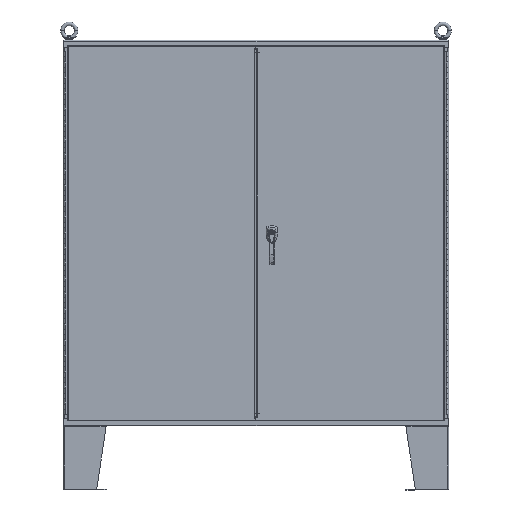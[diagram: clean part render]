
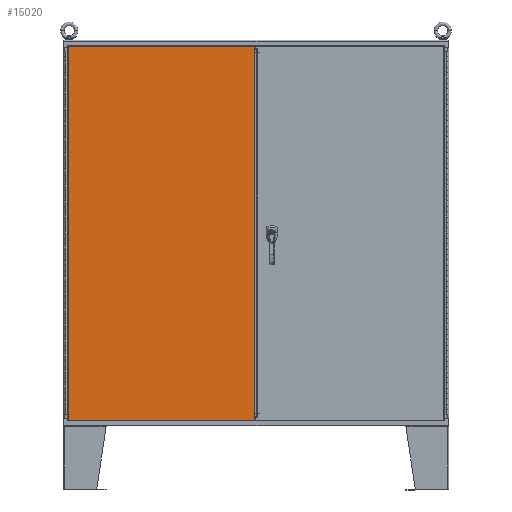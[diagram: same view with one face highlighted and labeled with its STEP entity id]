
A CAD part, front view. The second image highlights one B-rep face of the part: STEP entity #15020.
In plain terms, the highlighted planar face has unit normal (0, -1, 0).
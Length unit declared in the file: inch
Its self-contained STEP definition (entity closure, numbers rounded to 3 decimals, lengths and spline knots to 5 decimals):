
#293 = EDGE_CURVE ( 'NONE', #32605, #65208, #73116, .T. ) ;
#1425 = ORIENTED_EDGE ( 'NONE', *, *, #81481, .F. ) ;
#1616 = CARTESIAN_POINT ( 'NONE',  ( -35.10725, -11.771, -34.982 ) ) ;
#3598 = CARTESIAN_POINT ( 'NONE',  ( -35.10725, -11.771, 34.982 ) ) ;
#4478 = VERTEX_POINT ( 'NONE', #1616 ) ;
#4513 = DIRECTION ( 'NONE',  ( 0.707, 0., -0.707 ) ) ;
#5666 = EDGE_CURVE ( 'NONE', #50153, #26538, #86237, .T. ) ;
#6039 = CARTESIAN_POINT ( 'NONE',  ( -35.10725, -11.771, 34.982 ) ) ;
#8857 = CARTESIAN_POINT ( 'NONE',  ( -0.21325, -11.771, 34.553 ) ) ;
#9784 = ORIENTED_EDGE ( 'NONE', *, *, #293, .F. ) ;
#11135 = CARTESIAN_POINT ( 'NONE',  ( -0.26825, -11.771, -34.982 ) ) ;
#15020 = ADVANCED_FACE ( 'NONE', ( #28943 ), #49964, .F. ) ;
#15776 = VERTEX_POINT ( 'NONE', #78086 ) ;
#16012 = ORIENTED_EDGE ( 'NONE', *, *, #80186, .F. ) ;
#16259 = DIRECTION ( 'NONE',  ( 0., 0., -1. ) ) ;
#17738 = CARTESIAN_POINT ( 'NONE',  ( -35.10725, -11.771, 34.982 ) ) ;
#17818 = LINE ( 'NONE', #73606, #28310 ) ;
#20988 = VECTOR ( 'NONE', #73526, 39.37008 ) ;
#22568 = VECTOR ( 'NONE', #42525, 39.37008 ) ;
#22571 = CARTESIAN_POINT ( 'NONE',  ( -0.21325, -11.771, -34.553 ) ) ;
#23437 = LINE ( 'NONE', #49981, #75745 ) ;
#26538 = VERTEX_POINT ( 'NONE', #11135 ) ;
#26977 = CARTESIAN_POINT ( 'NONE',  ( -0.26825, -11.771, 34.982 ) ) ;
#27892 = CARTESIAN_POINT ( 'NONE',  ( -0.21325, -11.771, 34.982 ) ) ;
#28310 = VECTOR ( 'NONE', #4513, 39.37008 ) ;
#28943 = FACE_OUTER_BOUND ( 'NONE', #48046, .T. ) ;
#29342 = EDGE_CURVE ( 'NONE', #65208, #60673, #61708, .T. ) ;
#30775 = ORIENTED_EDGE ( 'NONE', *, *, #29342, .F. ) ;
#32151 = CARTESIAN_POINT ( 'NONE',  ( -35.10725, -11.771, 34.982 ) ) ;
#32605 = VERTEX_POINT ( 'NONE', #32151 ) ;
#33143 = LINE ( 'NONE', #22571, #58669 ) ;
#34836 = AXIS2_PLACEMENT_3D ( 'NONE', #6039, #44006, #71429 ) ;
#35542 = DIRECTION ( 'NONE',  ( 0., 0., -1. ) ) ;
#35948 = CARTESIAN_POINT ( 'NONE',  ( -0.26825, -11.771, -34.608 ) ) ;
#36017 = VECTOR ( 'NONE', #38855, 39.37008 ) ;
#38855 = DIRECTION ( 'NONE',  ( 1., 0., 0. ) ) ;
#39737 = CARTESIAN_POINT ( 'NONE',  ( -0.26825, -11.771, 34.982 ) ) ;
#42525 = DIRECTION ( 'NONE',  ( 0., 0., -1. ) ) ;
#44006 = DIRECTION ( 'NONE',  ( 0., 1., 0. ) ) ;
#48046 = EDGE_LOOP ( 'NONE', ( #83899, #1425, #30775, #9784, #59698, #16012, #54276, #90094 ) ) ;
#48323 = VECTOR ( 'NONE', #35542, 39.37008 ) ;
#49964 = PLANE ( 'NONE',  #34836 ) ;
#49977 = VECTOR ( 'NONE', #16259, 39.37008 ) ;
#49981 = CARTESIAN_POINT ( 'NONE',  ( -35.10725, -11.771, -34.982 ) ) ;
#50153 = VERTEX_POINT ( 'NONE', #35948 ) ;
#54276 = ORIENTED_EDGE ( 'NONE', *, *, #5666, .F. ) ;
#55756 = EDGE_CURVE ( 'NONE', #15776, #50153, #33143, .T. ) ;
#57904 = CARTESIAN_POINT ( 'NONE',  ( -0.26825, -11.771, 34.982 ) ) ;
#58669 = VECTOR ( 'NONE', #63753, 39.37008 ) ;
#59091 = DIRECTION ( 'NONE',  ( -1., 0., 0. ) ) ;
#59698 = ORIENTED_EDGE ( 'NONE', *, *, #59922, .F. ) ;
#59922 = EDGE_CURVE ( 'NONE', #4478, #32605, #87281, .T. ) ;
#60028 = CARTESIAN_POINT ( 'NONE',  ( -0.26825, -11.771, 34.608 ) ) ;
#60673 = VERTEX_POINT ( 'NONE', #60028 ) ;
#60813 = EDGE_CURVE ( 'NONE', #76323, #15776, #90531, .T. ) ;
#61708 = LINE ( 'NONE', #26977, #48323 ) ;
#63753 = DIRECTION ( 'NONE',  ( -0.707, 0., -0.707 ) ) ;
#65208 = VERTEX_POINT ( 'NONE', #39737 ) ;
#71429 = DIRECTION ( 'NONE',  ( 0., 0., 1. ) ) ;
#73116 = LINE ( 'NONE', #3598, #36017 ) ;
#73526 = DIRECTION ( 'NONE',  ( 0., 0., 1. ) ) ;
#73606 = CARTESIAN_POINT ( 'NONE',  ( -0.26825, -11.771, 34.608 ) ) ;
#75745 = VECTOR ( 'NONE', #59091, 39.37008 ) ;
#76323 = VERTEX_POINT ( 'NONE', #8857 ) ;
#78086 = CARTESIAN_POINT ( 'NONE',  ( -0.21325, -11.771, -34.553 ) ) ;
#80186 = EDGE_CURVE ( 'NONE', #26538, #4478, #23437, .T. ) ;
#81481 = EDGE_CURVE ( 'NONE', #60673, #76323, #17818, .T. ) ;
#83899 = ORIENTED_EDGE ( 'NONE', *, *, #60813, .F. ) ;
#86237 = LINE ( 'NONE', #57904, #49977 ) ;
#87281 = LINE ( 'NONE', #17738, #20988 ) ;
#90094 = ORIENTED_EDGE ( 'NONE', *, *, #55756, .F. ) ;
#90531 = LINE ( 'NONE', #27892, #22568 ) ;
